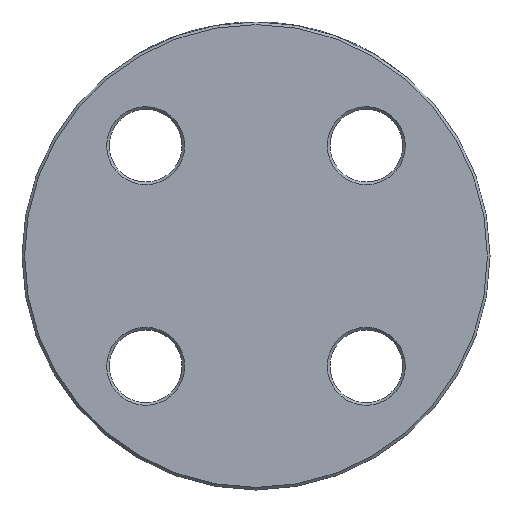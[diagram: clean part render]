
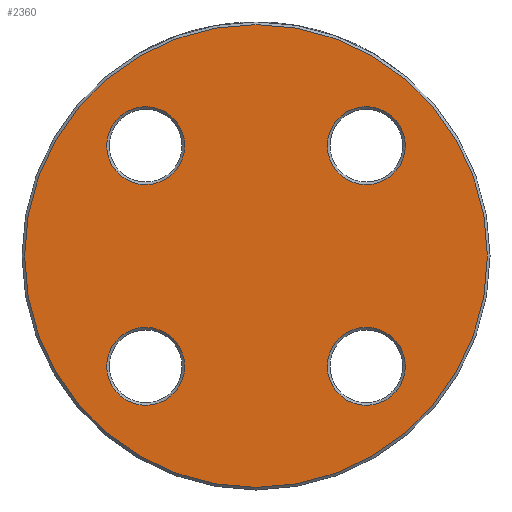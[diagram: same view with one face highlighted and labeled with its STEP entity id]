
A CAD part, left-side view. The second image highlights one B-rep face of the part: STEP entity #2360.
In plain terms, the highlighted planar face has unit normal (-1, 0, 0).
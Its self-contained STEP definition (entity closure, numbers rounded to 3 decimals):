
#201 = DIRECTION ( 'NONE',  ( 0., 0., -1. ) ) ;
#330 = DIRECTION ( 'NONE',  ( 0., 0., -1. ) ) ;
#379 = CARTESIAN_POINT ( 'NONE',  ( 0., 21.213, 13.713 ) ) ;
#459 = EDGE_CURVE ( 'NONE', #2343, #2343, #2732, .T. ) ;
#488 = EDGE_CURVE ( 'NONE', #4276, #4276, #4200, .T. ) ;
#512 = DIRECTION ( 'NONE',  ( 1., 0., 0. ) ) ;
#621 = AXIS2_PLACEMENT_3D ( 'NONE', #2437, #2078, #3171 ) ;
#664 = AXIS2_PLACEMENT_3D ( 'NONE', #778, #512, #1138 ) ;
#778 = CARTESIAN_POINT ( 'NONE',  ( 0., 21.213, -21.213 ) ) ;
#793 = ORIENTED_EDGE ( 'NONE', *, *, #2726, .T. ) ;
#845 = CARTESIAN_POINT ( 'NONE',  ( 0., 0., -44.5 ) ) ;
#905 = DIRECTION ( 'NONE',  ( 0., 0., -1. ) ) ;
#1138 = DIRECTION ( 'NONE',  ( 0., 0., -1. ) ) ;
#1203 = CARTESIAN_POINT ( 'NONE',  ( 0., -21.213, -28.713 ) ) ;
#1233 = ORIENTED_EDGE ( 'NONE', *, *, #3915, .T. ) ;
#1269 = FACE_BOUND ( 'NONE', #3792, .T. ) ;
#1300 = DIRECTION ( 'NONE',  ( 0., 0., -1. ) ) ;
#1355 = EDGE_CURVE ( 'NONE', #3501, #3501, #3198, .T. ) ;
#1429 = EDGE_LOOP ( 'NONE', ( #1561 ) ) ;
#1561 = ORIENTED_EDGE ( 'NONE', *, *, #459, .T. ) ;
#1697 = PLANE ( 'NONE',  #2715 ) ;
#1705 = AXIS2_PLACEMENT_3D ( 'NONE', #2238, #3044, #330 ) ;
#1973 = FACE_BOUND ( 'NONE', #1429, .T. ) ;
#2078 = DIRECTION ( 'NONE',  ( 1., 0., 0. ) ) ;
#2238 = CARTESIAN_POINT ( 'NONE',  ( 0., -21.213, -21.213 ) ) ;
#2319 = VERTEX_POINT ( 'NONE', #4633 ) ;
#2343 = VERTEX_POINT ( 'NONE', #379 ) ;
#2360 = ADVANCED_FACE ( 'NONE', ( #3595, #1973, #4295, #4319, #1269 ), #1697, .F. ) ;
#2399 = EDGE_LOOP ( 'NONE', ( #793 ) ) ;
#2407 = DIRECTION ( 'NONE',  ( 1., 0., 0. ) ) ;
#2430 = ORIENTED_EDGE ( 'NONE', *, *, #1355, .T. ) ;
#2437 = CARTESIAN_POINT ( 'NONE',  ( 0., -21.213, 21.213 ) ) ;
#2524 = CIRCLE ( 'NONE', #664, 7.5 ) ;
#2638 = ORIENTED_EDGE ( 'NONE', *, *, #488, .T. ) ;
#2715 = AXIS2_PLACEMENT_3D ( 'NONE', #3164, #2407, #905 ) ;
#2726 = EDGE_CURVE ( 'NONE', #3172, #3172, #4551, .T. ) ;
#2732 = CIRCLE ( 'NONE', #4928, 7.5 ) ;
#3044 = DIRECTION ( 'NONE',  ( 1., 0., 0. ) ) ;
#3164 = CARTESIAN_POINT ( 'NONE',  ( 0., 0., 0. ) ) ;
#3171 = DIRECTION ( 'NONE',  ( 0., 0., -1. ) ) ;
#3172 = VERTEX_POINT ( 'NONE', #1203 ) ;
#3198 = CIRCLE ( 'NONE', #3778, 44.5 ) ;
#3203 = DIRECTION ( 'NONE',  ( -1., 0., 0. ) ) ;
#3501 = VERTEX_POINT ( 'NONE', #845 ) ;
#3595 = FACE_OUTER_BOUND ( 'NONE', #3923, .T. ) ;
#3613 = CARTESIAN_POINT ( 'NONE',  ( 0., 0., 0. ) ) ;
#3628 = DIRECTION ( 'NONE',  ( 1., 0., 0. ) ) ;
#3639 = EDGE_LOOP ( 'NONE', ( #2638 ) ) ;
#3778 = AXIS2_PLACEMENT_3D ( 'NONE', #3613, #3203, #201 ) ;
#3792 = EDGE_LOOP ( 'NONE', ( #1233 ) ) ;
#3915 = EDGE_CURVE ( 'NONE', #2319, #2319, #2524, .T. ) ;
#3923 = EDGE_LOOP ( 'NONE', ( #2430 ) ) ;
#4200 = CIRCLE ( 'NONE', #621, 7.5 ) ;
#4225 = CARTESIAN_POINT ( 'NONE',  ( 0., -21.213, 13.713 ) ) ;
#4276 = VERTEX_POINT ( 'NONE', #4225 ) ;
#4295 = FACE_BOUND ( 'NONE', #3639, .T. ) ;
#4319 = FACE_BOUND ( 'NONE', #2399, .T. ) ;
#4370 = CARTESIAN_POINT ( 'NONE',  ( 0., 21.213, 21.213 ) ) ;
#4551 = CIRCLE ( 'NONE', #1705, 7.5 ) ;
#4633 = CARTESIAN_POINT ( 'NONE',  ( 0., 21.213, -28.713 ) ) ;
#4928 = AXIS2_PLACEMENT_3D ( 'NONE', #4370, #3628, #1300 ) ;
